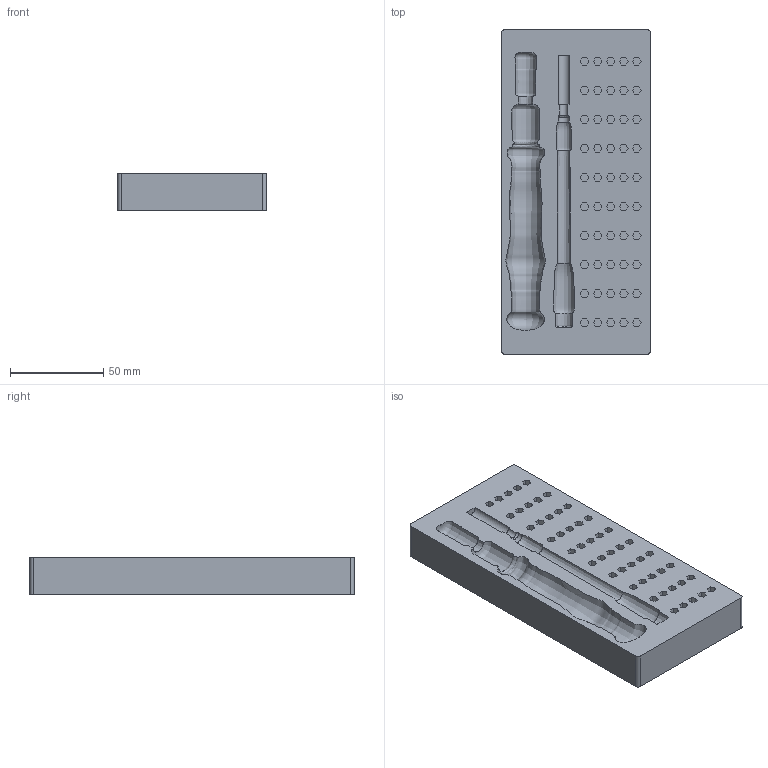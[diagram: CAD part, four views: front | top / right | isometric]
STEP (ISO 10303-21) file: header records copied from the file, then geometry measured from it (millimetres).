
FILE_DESCRIPTION(/* description */ (''),/* implementation_level */ '2;1');
FILE_NAME(/* name */ 'Hobbyset-Screwdriver-Holder.step',/* time_stamp */ '2024-08-30T23:23:56-04:00',/* author */ (''),/* organization */ (''),/* preprocessor_version */ 'ST-DEVELOPER v20',/* originating_system */ 'Autodesk Translation Framework v13.14.0.145',/* authorisation */ '');
FILE_SCHEMA (('AUTOMOTIVE_DESIGN { 1 0 10303 214 3 1 1 }'));
Length unit declared in the file: millimetre
Products named in the file (1): Hobbyset-Screwdriver-Holder
Bounding box: 80 x 173.95 x 20 mm (x, y, z)
Volume: 246457 mm3; surface area: 52784.3 mm2
Topology: 1 solids, 1 shells, 437 faces, 1065 edges, 709 vertices
Faces by surface type: plane 390, cylinder 37, bspline 10
Full cylindrical faces by diameter (mm): 6.075 x30
Entity records: 25622 total; most frequent: CARTESIAN_POINT 15268, ORIENTED_EDGE 2124, DIRECTION 1981, EDGE_CURVE 1062, LINE 959, VECTOR 959, VERTEX_POINT 709, EDGE_LOOP 519
